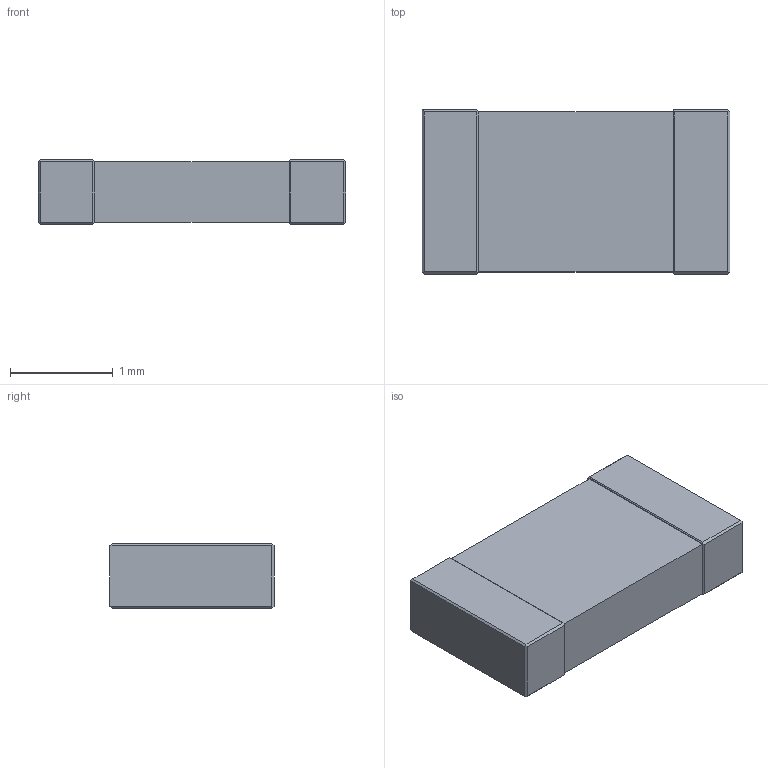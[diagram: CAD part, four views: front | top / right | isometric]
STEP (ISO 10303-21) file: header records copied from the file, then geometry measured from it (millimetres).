
FILE_DESCRIPTION (( 'STEP AP203' ), '1' );
FILE_NAME ('res_1206.step_Default_sldprt.STEP', '2020-12-09T15:01:50', ( '' ), ( '' ), 'SwSTEP 2.0', 'SolidWorks 2020', '' );
FILE_SCHEMA (( 'CONFIG_CONTROL_DESIGN' ));
Length unit declared in the file: millimetre
Products named in the file (1): res_1206.step_Default_sldprt
Bounding box: 3 x 1.6 x 0.63 mm (x, y, z)
Volume: 2.9 mm3; surface area: 15 mm2
Topology: 1 solids, 1 shells, 37 faces, 94 edges, 60 vertices
Faces by surface type: plane 37
Entity records: 1161 total; most frequent: CARTESIAN_POINT 192, ORIENTED_EDGE 188, DIRECTION 170, VECTOR 94, EDGE_CURVE 94, LINE 94, VERTEX_POINT 60, EDGE_LOOP 38
